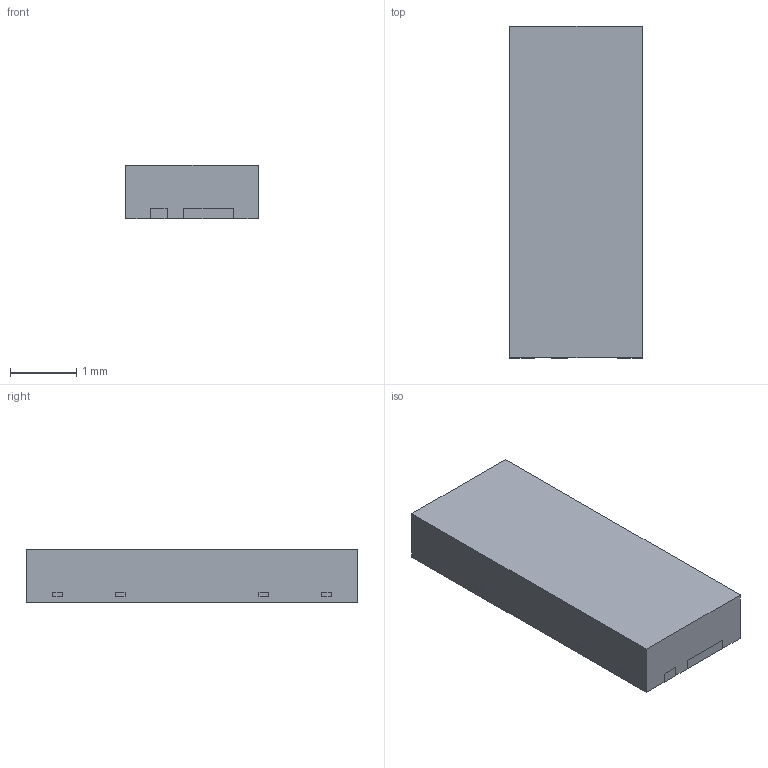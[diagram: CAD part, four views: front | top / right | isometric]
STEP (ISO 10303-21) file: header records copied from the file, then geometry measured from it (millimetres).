
FILE_DESCRIPTION(/* description */ ('Unknown'),/* implementation_level */ '2;1');
FILE_NAME(/* name */ 'DFN2050-4_STP',/* time_stamp */ '2020-09-30T13:47:01+08:00',/* author */ ('Unknown'),/* organization */ ('Unknown'),/* preprocessor_version */ 'ST-DEVELOPER v16.7',/* originating_system */ 'DEX',/* authorisation */ $);
FILE_SCHEMA (('AUTOMOTIVE_DESIGN {1 0 10303 214 3 1 1}'));
Length unit declared in the file: millimetre
Products named in the file (3): DFN2050-4; CPD; LDF
Assembly tree (2 placements, depth 2):
  DFN2050-4
    CPD
    LDF
Bounding box: 2 x 5 x 0.8 mm (x, y, z)
Volume: 8 mm3; surface area: 54.9 mm2
Topology: 6 solids, 6 shells, 203 faces, 588 edges, 392 vertices
Faces by surface type: plane 155, cylinder 48
Entity records: 7481 total; most frequent: CARTESIAN_POINT 1186, ORIENTED_EDGE 1176, DIRECTION 1096, EDGE_CURVE 588, LINE 492, VECTOR 492, VERTEX_POINT 392, AXIS2_PLACEMENT_3D 302
